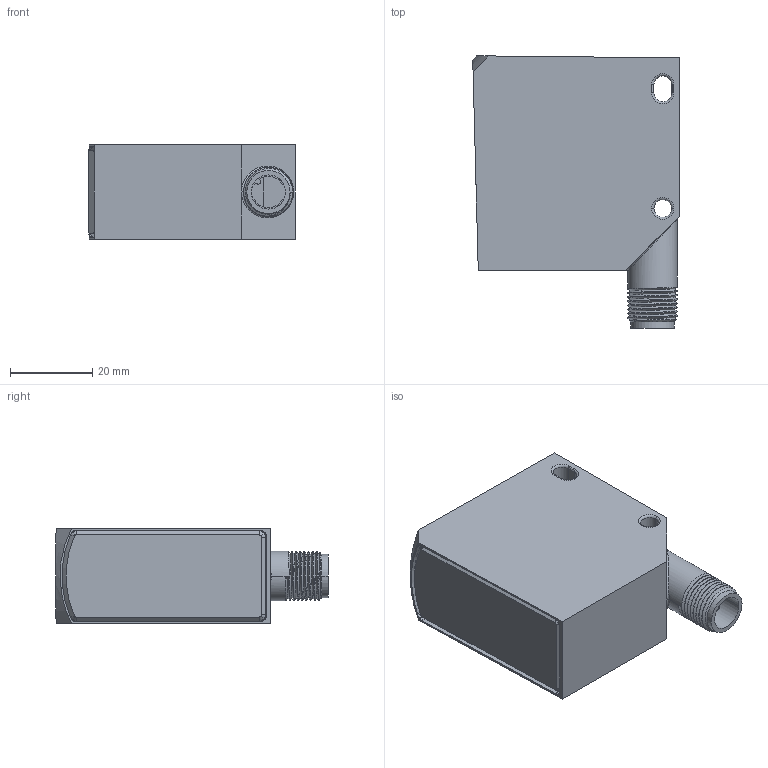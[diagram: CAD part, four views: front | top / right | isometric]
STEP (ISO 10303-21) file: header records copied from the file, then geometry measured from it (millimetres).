
FILE_DESCRIPTION(('STEP AP242'),'1');
FILE_NAME('sensor_xuk2sksmm12t.stp','2021-09-28T14:54:56',('TraceParts'),('TraceParts S.A.'),'Spatial InterOp 3D',' ',' ');
FILE_SCHEMA(('AP242_MANAGED_MODEL_BASED_3D_ENGINEERING_MIM_LF {1 0 10303 442 1 1 4}'));
Length unit declared in the file: millimetre
Products named in the file (1): sensor_xuk2sksmm12t_1
Bounding box: 50.07 x 66 x 23 mm (x, y, z)
Volume: 17275.8 mm3; surface area: 20859.9 mm2
Topology: 5 solids, 5 shells, 258 faces, 646 edges, 413 vertices
Faces by surface type: cylinder 106, plane 95, cone 40, bspline 9, torus 8
Entity records: 10881 total; most frequent: CARTESIAN_POINT 4628, DIRECTION 1337, ORIENTED_EDGE 1292, EDGE_CURVE 646, AXIS2_PLACEMENT_3D 511, VERTEX_POINT 413, LINE 315, VECTOR 315
